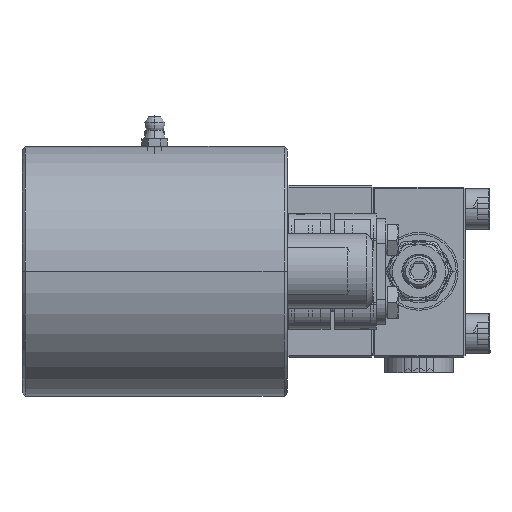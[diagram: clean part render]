
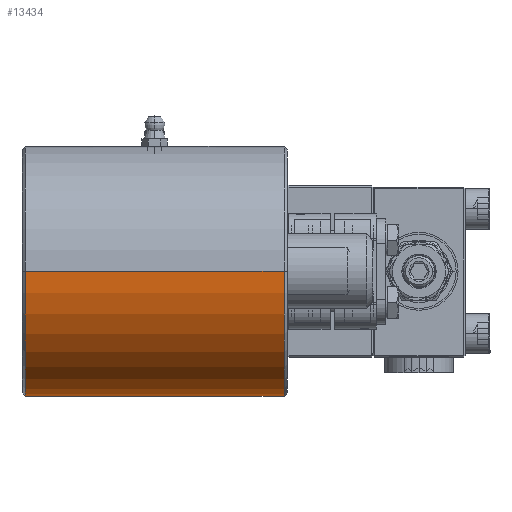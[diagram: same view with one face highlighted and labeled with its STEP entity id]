
A CAD part, left-side view. The second image highlights one B-rep face of the part: STEP entity #13434.
In plain terms, the highlighted cylindrical face has radius 40 mm (diameter 80 mm), a partial arc.
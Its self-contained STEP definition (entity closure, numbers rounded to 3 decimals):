
#276 = CIRCLE ( 'NONE', #45615, 40. ) ;
#2033 = DIRECTION ( 'NONE',  ( 1., 0., 0. ) ) ;
#7692 = VERTEX_POINT ( 'NONE', #54022 ) ;
#7775 = EDGE_CURVE ( 'NONE', #59325, #36710, #35201, .T. ) ;
#8372 = DIRECTION ( 'NONE',  ( 0., -1., 0. ) ) ;
#11705 = CARTESIAN_POINT ( 'NONE',  ( 0., -47.5, 0. ) ) ;
#11853 = VECTOR ( 'NONE', #34267, 1000. ) ;
#11896 = DIRECTION ( 'NONE',  ( 0., -1., 0. ) ) ;
#12788 = VERTEX_POINT ( 'NONE', #40852 ) ;
#12902 = ORIENTED_EDGE ( 'NONE', *, *, #46441, .T. ) ;
#13434 = ADVANCED_FACE ( 'NONE', ( #54203 ), #26144, .T. ) ;
#14565 = CARTESIAN_POINT ( 'NONE',  ( 0., -41.5, 0. ) ) ;
#24928 = LINE ( 'NONE', #48975, #28270 ) ;
#26144 = CYLINDRICAL_SURFACE ( 'NONE', #37842, 40. ) ;
#28270 = VECTOR ( 'NONE', #47750, 1000. ) ;
#29462 = EDGE_CURVE ( 'NONE', #12788, #7692, #24928, .T. ) ;
#30243 = CARTESIAN_POINT ( 'NONE',  ( -40., 41.5, 0. ) ) ;
#30316 = EDGE_CURVE ( 'NONE', #7692, #36710, #46009, .T. ) ;
#31158 = DIRECTION ( 'NONE',  ( 0., -1., 0. ) ) ;
#31273 = AXIS2_PLACEMENT_3D ( 'NONE', #50667, #8372, #32161 ) ;
#32161 = DIRECTION ( 'NONE',  ( 1., 0., 0. ) ) ;
#34267 = DIRECTION ( 'NONE',  ( 0., -1., 0. ) ) ;
#35201 = LINE ( 'NONE', #11705, #11853 ) ;
#35392 = CARTESIAN_POINT ( 'NONE',  ( -40., -47.5, 0. ) ) ;
#36710 = VERTEX_POINT ( 'NONE', #14565 ) ;
#37842 = AXIS2_PLACEMENT_3D ( 'NONE', #35392, #11896, #2033 ) ;
#40852 = CARTESIAN_POINT ( 'NONE',  ( -80., 41.5, 0. ) ) ;
#43357 = ORIENTED_EDGE ( 'NONE', *, *, #7775, .T. ) ;
#44373 = ORIENTED_EDGE ( 'NONE', *, *, #30316, .F. ) ;
#45615 = AXIS2_PLACEMENT_3D ( 'NONE', #30243, #31158, #49970 ) ;
#46009 = CIRCLE ( 'NONE', #31273, 40. ) ;
#46393 = EDGE_LOOP ( 'NONE', ( #52159, #12902, #43357, #44373 ) ) ;
#46441 = EDGE_CURVE ( 'NONE', #12788, #59325, #276, .T. ) ;
#47750 = DIRECTION ( 'NONE',  ( 0., -1., 0. ) ) ;
#48975 = CARTESIAN_POINT ( 'NONE',  ( -80., -47.5, 0. ) ) ;
#49970 = DIRECTION ( 'NONE',  ( 1., 0., 0. ) ) ;
#50667 = CARTESIAN_POINT ( 'NONE',  ( -40., -41.5, 0. ) ) ;
#52159 = ORIENTED_EDGE ( 'NONE', *, *, #29462, .F. ) ;
#54022 = CARTESIAN_POINT ( 'NONE',  ( -80., -41.5, 0. ) ) ;
#54203 = FACE_OUTER_BOUND ( 'NONE', #46393, .T. ) ;
#56349 = CARTESIAN_POINT ( 'NONE',  ( 0., 41.5, 0. ) ) ;
#59325 = VERTEX_POINT ( 'NONE', #56349 ) ;
